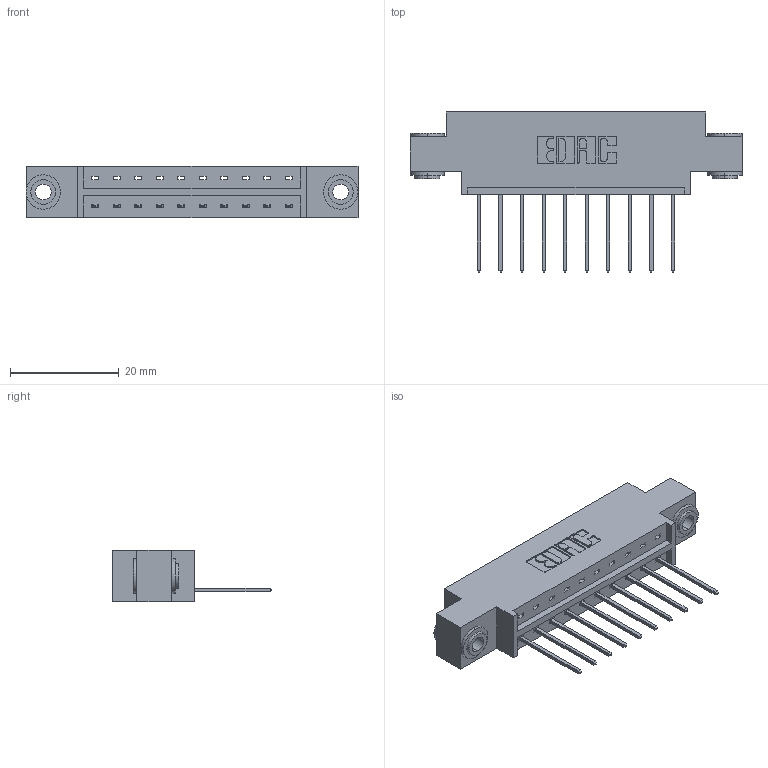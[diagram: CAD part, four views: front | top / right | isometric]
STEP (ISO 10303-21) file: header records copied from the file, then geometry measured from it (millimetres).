
FILE_DESCRIPTION (( 'STEP AP203' ), '1' );
FILE_NAME ('833-010-540-603.STEP', '2020-05-30T18:34:32', ( '' ), ( '' ), 'SwSTEP 2.0', 'SolidWorks 2020', '' );
FILE_SCHEMA (( 'CONFIG_CONTROL_DESIGN' ));
Length unit declared in the file: inch
Products named in the file (4): 833-010-540-603; 833 Part_Offset - .156 Dia - TH; 345-250-002_345-250-002-102; 345-292-001_345-293-140
Assembly tree (13 placements, depth 2):
  833-010-540-603
    833 Part_Offset - .156 Dia - TH
    345-292-001_345-293-140  x10
    345-250-002_345-250-002-102  x2
Bounding box: 61.16 x 29.47 x 9.4 mm (x, y, z)
Volume: 5684.7 mm3; surface area: 6467.9 mm2
Topology: 13 solids, 13 shells, 736 faces, 2159 edges, 1422 vertices
Faces by surface type: plane 504, cylinder 224, cone 8
Entity records: 11052 total; most frequent: CARTESIAN_POINT 1891, ORIENTED_EDGE 1830, DIRECTION 1693, EDGE_CURVE 915, VECTOR 763, LINE 763, VERTEX_POINT 606, AXIS2_PLACEMENT_3D 465
